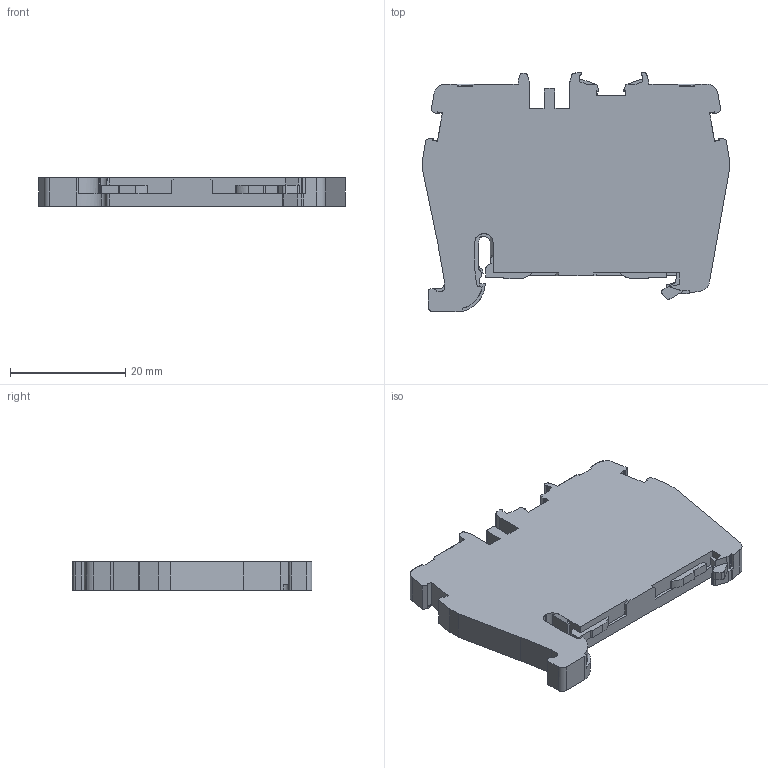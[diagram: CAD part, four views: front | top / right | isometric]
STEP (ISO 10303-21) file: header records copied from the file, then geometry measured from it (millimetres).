
FILE_DESCRIPTION (( 'STEP AP214' ), '1' );
FILE_NAME ('336500_PYK 2,5 T.STP', '2015-08-07T09:21:52', ( '' ), ( '' ), 'SwSTEP 2.0', 'SolidWorks 2015', '' );
FILE_SCHEMA (( 'AUTOMOTIVE_DESIGN' ));
Length unit declared in the file: millimetre
Products named in the file (1): 336500_PYK 2,5 T
Bounding box: 53.3 x 41.69 x 5 mm (x, y, z)
Volume: 8381.9 mm3; surface area: 4637.7 mm2
Topology: 1 solids, 1 shells, 285 faces, 836 edges, 555 vertices
Faces by surface type: plane 190, cylinder 91, cone 4
Entity records: 13421 total; most frequent: CARTESIAN_POINT 3377, ORIENTED_EDGE 1672, DIRECTION 1066, EDGE_CURVE 836, VERTEX_POINT 555, VECTOR 458, LINE 458, B_SPLINE_CURVE_WITH_KNOTS 360
